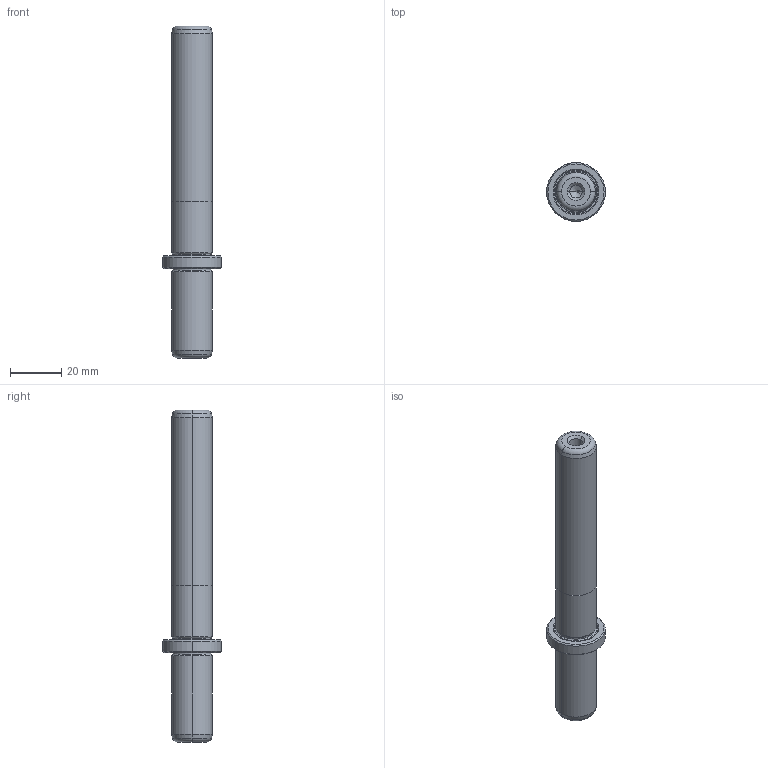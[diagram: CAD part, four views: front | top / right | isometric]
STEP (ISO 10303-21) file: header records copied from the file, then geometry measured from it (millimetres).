
FILE_DESCRIPTION (( 'STEP AP214' ), '1' );
FILE_NAME ('SGPWH-D16-90-40-20.step', '2021-07-30T08:52:32', ( 'User' ), ( 'china' ), 'SwSTEP 2.0', 'SolidWorks 2016', '' );
FILE_SCHEMA (( 'AUTOMOTIVE_DESIGN' ));
Length unit declared in the file: millimetre
Products named in the file (1): SGPWH-D16-90-40-20
Bounding box: 23 x 23 x 130 mm (x, y, z)
Volume: 25855.5 mm3; surface area: 8242.3 mm2
Topology: 1 solids, 1 shells, 76 faces, 168 edges, 100 vertices
Faces by surface type: cylinder 28, cone 24, plane 16, torus 8
Entity records: 2338 total; most frequent: CARTESIAN_POINT 595, DIRECTION 368, ORIENTED_EDGE 328, EDGE_CURVE 164, AXIS2_PLACEMENT_3D 151, VERTEX_POINT 100, EDGE_LOOP 86, FACE_OUTER_BOUND 76
